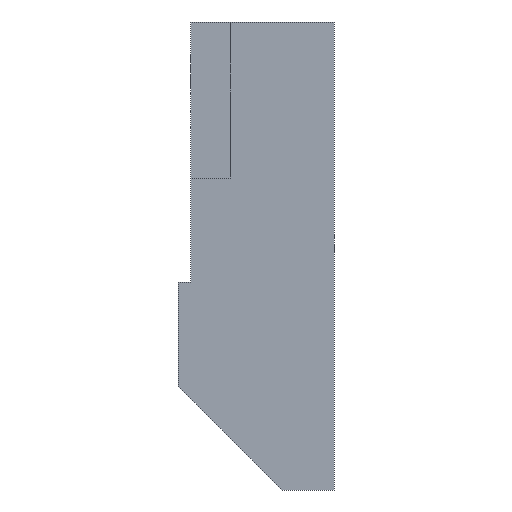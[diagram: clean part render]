
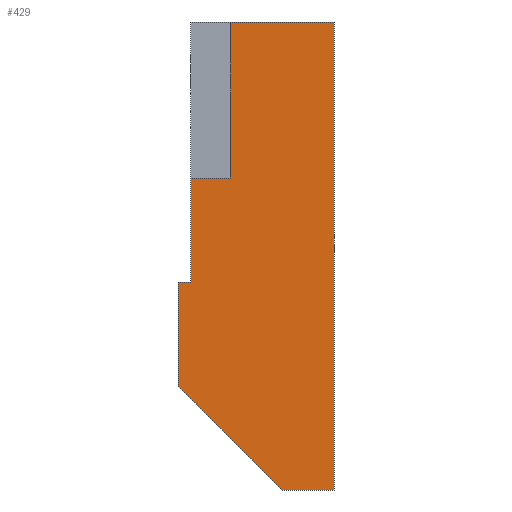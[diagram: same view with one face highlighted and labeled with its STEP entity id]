
A CAD part, left-side view. The second image highlights one B-rep face of the part: STEP entity #429.
In plain terms, the highlighted planar face has unit normal (-1, 0, 0).
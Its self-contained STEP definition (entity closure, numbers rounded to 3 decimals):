
#39=DIRECTION('',(0.,0.707,0.707));
#40=VECTOR('',#39,2.828);
#41=CARTESIAN_POINT('',(-1.,1.,-4.5));
#42=LINE('',#41,#40);
#43=DIRECTION('',(0.,-1.,0.));
#44=VECTOR('',#43,0.25);
#45=CARTESIAN_POINT('',(-1.,3.,-0.5));
#46=LINE('',#45,#44);
#47=DIRECTION('',(0.,-1.,0.));
#48=VECTOR('',#47,0.75);
#49=CARTESIAN_POINT('',(-1.,2.75,1.5));
#50=LINE('',#49,#48);
#51=DIRECTION('',(0.,0.,1.));
#52=VECTOR('',#51,3.);
#53=CARTESIAN_POINT('',(-1.,2.,1.5));
#54=LINE('',#53,#52);
#55=DIRECTION('',(0.,-1.,0.));
#56=VECTOR('',#55,2.);
#57=CARTESIAN_POINT('',(-1.,2.,4.5));
#58=LINE('',#57,#56);
#59=DIRECTION('',(0.,0.,-1.));
#60=VECTOR('',#59,9.);
#61=CARTESIAN_POINT('',(-1.,0.,4.5));
#62=LINE('',#61,#60);
#63=DIRECTION('',(0.,1.,0.));
#64=VECTOR('',#63,1.);
#65=CARTESIAN_POINT('',(-1.,0.,-4.5));
#66=LINE('',#65,#64);
#203=DIRECTION('',(0.,0.,-1.));
#204=VECTOR('',#203,2.);
#205=CARTESIAN_POINT('',(-1.,2.75,1.5));
#206=LINE('',#205,#204);
#263=DIRECTION('',(0.,0.,-1.));
#264=VECTOR('',#263,2.);
#265=CARTESIAN_POINT('',(-1.,3.,-0.5));
#266=LINE('',#265,#264);
#276=CARTESIAN_POINT('',(-1.,0.,4.5));
#278=VERTEX_POINT('',#276);
#281=CARTESIAN_POINT('',(-1.,0.,-4.5));
#282=VERTEX_POINT('',#281);
#283=CARTESIAN_POINT('',(-1.,2.,4.5));
#284=VERTEX_POINT('',#283);
#303=CARTESIAN_POINT('',(-1.,1.,-4.5));
#304=CARTESIAN_POINT('',(-1.,3.,-2.5));
#305=VERTEX_POINT('',#303);
#306=VERTEX_POINT('',#304);
#307=CARTESIAN_POINT('',(-1.,3.,-0.5));
#308=VERTEX_POINT('',#307);
#309=CARTESIAN_POINT('',(-1.,2.75,-0.5));
#310=VERTEX_POINT('',#309);
#311=CARTESIAN_POINT('',(-1.,2.75,1.5));
#312=VERTEX_POINT('',#311);
#313=CARTESIAN_POINT('',(-1.,2.,1.5));
#314=VERTEX_POINT('',#313);
#406=CARTESIAN_POINT('',(-1.,0.,-4.5));
#407=DIRECTION('',(-1.,0.,0.));
#408=DIRECTION('',(0.,0.,1.));
#409=AXIS2_PLACEMENT_3D('',#406,#407,#408);
#410=PLANE('',#409);
#412=ORIENTED_EDGE('',*,*,#411,.T.);
#414=ORIENTED_EDGE('',*,*,#413,.F.);
#416=ORIENTED_EDGE('',*,*,#415,.T.);
#418=ORIENTED_EDGE('',*,*,#417,.F.);
#420=ORIENTED_EDGE('',*,*,#419,.T.);
#422=ORIENTED_EDGE('',*,*,#421,.T.);
#423=ORIENTED_EDGE('',*,*,#380,.T.);
#424=ORIENTED_EDGE('',*,*,#370,.T.);
#426=ORIENTED_EDGE('',*,*,#425,.T.);
#427=EDGE_LOOP('',(#412,#414,#416,#418,#420,#422,#423,#424,#426));
#428=FACE_OUTER_BOUND('',#427,.F.);
#370=EDGE_CURVE('',#278,#282,#62,.T.);
#380=EDGE_CURVE('',#284,#278,#58,.T.);
#411=EDGE_CURVE('',#305,#306,#42,.T.);
#413=EDGE_CURVE('',#308,#306,#266,.T.);
#415=EDGE_CURVE('',#308,#310,#46,.T.);
#417=EDGE_CURVE('',#312,#310,#206,.T.);
#419=EDGE_CURVE('',#312,#314,#50,.T.);
#421=EDGE_CURVE('',#314,#284,#54,.T.);
#425=EDGE_CURVE('',#282,#305,#66,.T.);
#429=ADVANCED_FACE('',(#428),#410,.T.);
